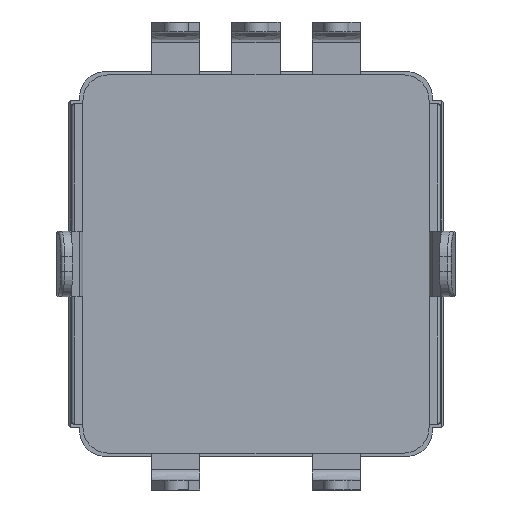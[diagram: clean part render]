
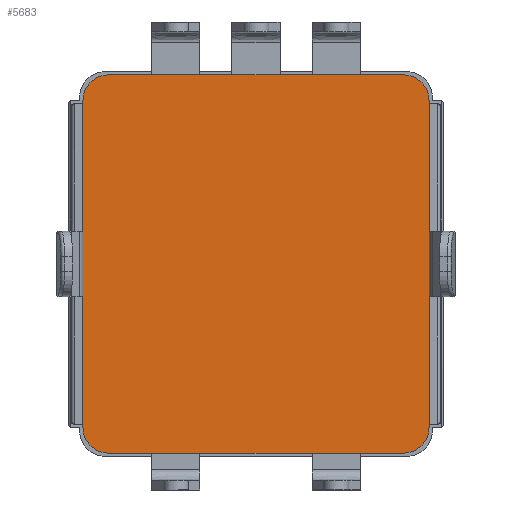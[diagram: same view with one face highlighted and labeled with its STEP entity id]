
A CAD part, front view. The second image highlights one B-rep face of the part: STEP entity #5683.
In plain terms, the highlighted planar face has unit normal (0, -1, 0).
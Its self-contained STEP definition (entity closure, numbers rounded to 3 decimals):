
#209=PLANE('',#6147);
#498=LINE('',#8758,#1002);
#508=LINE('',#8777,#1012);
#509=LINE('',#8778,#1013);
#510=LINE('',#8780,#1014);
#511=LINE('',#8784,#1015);
#512=LINE('',#8787,#1016);
#513=LINE('',#8788,#1017);
#514=LINE('',#8790,#1018);
#1002=VECTOR('',#7052,9.2);
#1012=VECTOR('',#7064,4.075);
#1013=VECTOR('',#7065,2.05);
#1014=VECTOR('',#7066,4.075);
#1015=VECTOR('',#7069,9.2);
#1016=VECTOR('',#7072,4.075);
#1017=VECTOR('',#7073,2.05);
#1018=VECTOR('',#7074,4.075);
#1557=FACE_OUTER_BOUND('',#1908,.T.);
#1908=EDGE_LOOP('',(#4255,#4256,#4257,#4258,#4259,#4260,#4261,#4262,#4263,
#4264,#4265,#4266));
#2311=CIRCLE('',#6145,0.8);
#2312=CIRCLE('',#6148,0.8);
#2313=CIRCLE('',#6149,0.8);
#2314=CIRCLE('',#6150,0.8);
#2567=VERTEX_POINT('',#8586);
#2572=VERTEX_POINT('',#8604);
#2609=VERTEX_POINT('',#8715);
#2614=VERTEX_POINT('',#8733);
#2621=VERTEX_POINT('',#8751);
#2622=VERTEX_POINT('',#8752);
#2623=VERTEX_POINT('',#8757);
#2632=VERTEX_POINT('',#8779);
#2633=VERTEX_POINT('',#8781);
#2634=VERTEX_POINT('',#8783);
#2635=VERTEX_POINT('',#8785);
#2636=VERTEX_POINT('',#8789);
#3233=EDGE_CURVE('',#2621,#2622,#2311,.T.);
#3236=EDGE_CURVE('',#2623,#2622,#498,.T.);
#3246=EDGE_CURVE('',#2621,#2609,#508,.T.);
#3247=EDGE_CURVE('',#2609,#2614,#509,.T.);
#3248=EDGE_CURVE('',#2614,#2632,#510,.T.);
#3249=EDGE_CURVE('',#2633,#2632,#2312,.T.);
#3250=EDGE_CURVE('',#2633,#2634,#511,.T.);
#3251=EDGE_CURVE('',#2635,#2634,#2313,.T.);
#3252=EDGE_CURVE('',#2635,#2567,#512,.T.);
#3253=EDGE_CURVE('',#2567,#2572,#513,.T.);
#3254=EDGE_CURVE('',#2572,#2636,#514,.T.);
#3255=EDGE_CURVE('',#2623,#2636,#2314,.T.);
#4255=ORIENTED_EDGE('',*,*,#3233,.F.);
#4256=ORIENTED_EDGE('',*,*,#3246,.T.);
#4257=ORIENTED_EDGE('',*,*,#3247,.T.);
#4258=ORIENTED_EDGE('',*,*,#3248,.T.);
#4259=ORIENTED_EDGE('',*,*,#3249,.F.);
#4260=ORIENTED_EDGE('',*,*,#3250,.T.);
#4261=ORIENTED_EDGE('',*,*,#3251,.F.);
#4262=ORIENTED_EDGE('',*,*,#3252,.T.);
#4263=ORIENTED_EDGE('',*,*,#3253,.T.);
#4264=ORIENTED_EDGE('',*,*,#3254,.T.);
#4265=ORIENTED_EDGE('',*,*,#3255,.F.);
#4266=ORIENTED_EDGE('',*,*,#3236,.T.);
#5683=ADVANCED_FACE('',(#1557),#209,.F.);
#6145=AXIS2_PLACEMENT_3D('',#8753,#7046,#7047);
#6147=AXIS2_PLACEMENT_3D('',#8776,#7062,#7063);
#6148=AXIS2_PLACEMENT_3D('',#8782,#7067,#7068);
#6149=AXIS2_PLACEMENT_3D('',#8786,#7070,#7071);
#6150=AXIS2_PLACEMENT_3D('',#8791,#7075,#7076);
#7046=DIRECTION('center_axis',(0.,1.,0.));
#7047=DIRECTION('ref_axis',(0.707,0.,-0.707));
#7052=DIRECTION('',(1.,0.,0.));
#7062=DIRECTION('center_axis',(0.,1.,0.));
#7063=DIRECTION('ref_axis',(0.,0.,1.));
#7064=DIRECTION('',(0.,0.,1.));
#7065=DIRECTION('',(0.,0.,1.));
#7066=DIRECTION('',(0.,0.,1.));
#7067=DIRECTION('center_axis',(0.,1.,0.));
#7068=DIRECTION('ref_axis',(0.707,0.,0.707));
#7069=DIRECTION('',(-1.,0.,0.));
#7070=DIRECTION('center_axis',(0.,1.,0.));
#7071=DIRECTION('ref_axis',(-0.707,0.,0.707));
#7072=DIRECTION('',(0.,0.,-1.));
#7073=DIRECTION('',(0.,0.,-1.));
#7074=DIRECTION('',(0.,0.,-1.));
#7075=DIRECTION('center_axis',(0.,1.,0.));
#7076=DIRECTION('ref_axis',(-0.707,0.,-0.707));
#8586=CARTESIAN_POINT('',(-5.4,0.,1.025));
#8604=CARTESIAN_POINT('',(-5.4,0.,-1.025));
#8715=CARTESIAN_POINT('',(5.4,0.,-1.025));
#8733=CARTESIAN_POINT('',(5.4,0.,1.025));
#8751=CARTESIAN_POINT('',(5.4,0.,-5.1));
#8752=CARTESIAN_POINT('',(4.6,0.,-5.9));
#8753=CARTESIAN_POINT('Origin',(4.6,0.,-5.1));
#8757=CARTESIAN_POINT('',(-4.6,0.,-5.9));
#8758=CARTESIAN_POINT('',(-5.4,0.,-5.9));
#8776=CARTESIAN_POINT('Origin',(0.,0.,0.));
#8777=CARTESIAN_POINT('',(5.4,0.,-5.9));
#8778=CARTESIAN_POINT('',(5.4,0.,-5.9));
#8779=CARTESIAN_POINT('',(5.4,0.,5.1));
#8780=CARTESIAN_POINT('',(5.4,0.,-5.9));
#8781=CARTESIAN_POINT('',(4.6,0.,5.9));
#8782=CARTESIAN_POINT('Origin',(4.6,0.,5.1));
#8783=CARTESIAN_POINT('',(-4.6,0.,5.9));
#8784=CARTESIAN_POINT('',(5.4,0.,5.9));
#8785=CARTESIAN_POINT('',(-5.4,0.,5.1));
#8786=CARTESIAN_POINT('Origin',(-4.6,0.,5.1));
#8787=CARTESIAN_POINT('',(-5.4,0.,5.9));
#8788=CARTESIAN_POINT('',(-5.4,0.,5.9));
#8789=CARTESIAN_POINT('',(-5.4,0.,-5.1));
#8790=CARTESIAN_POINT('',(-5.4,0.,5.9));
#8791=CARTESIAN_POINT('Origin',(-4.6,0.,-5.1));
